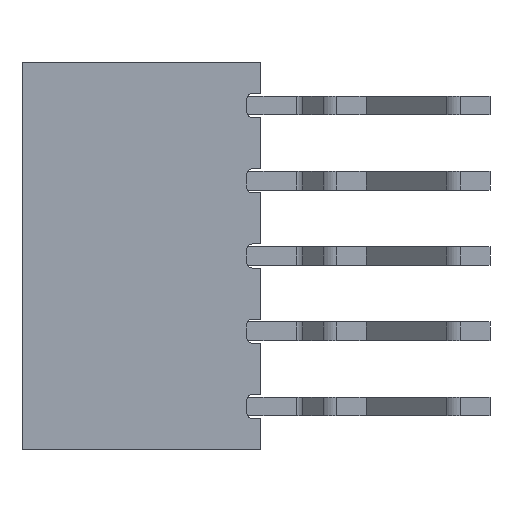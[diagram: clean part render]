
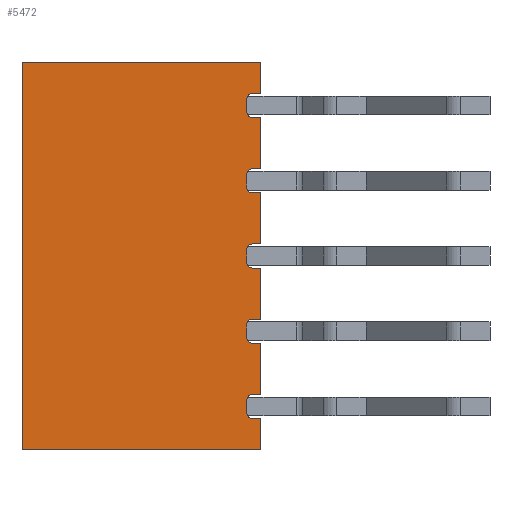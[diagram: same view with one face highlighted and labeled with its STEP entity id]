
A CAD part, left-side view. The second image highlights one B-rep face of the part: STEP entity #5472.
In plain terms, the highlighted planar face has unit normal (-1, 0, 0).
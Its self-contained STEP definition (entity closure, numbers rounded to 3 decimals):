
#16=DIRECTION('',(0.,0.,-1.));
#17=VECTOR('',#16,0.34);
#18=CARTESIAN_POINT('',(0.,-2.8,-3.83));
#19=LINE('',#18,#17);
#24=DIRECTION('',(0.,1.,0.));
#25=VECTOR('',#24,0.225);
#26=CARTESIAN_POINT('',(0.,-3.175,-4.32));
#27=LINE('',#26,#25);
#31=DIRECTION('',(0.,0.,-1.));
#32=VECTOR('',#31,0.83);
#33=CARTESIAN_POINT('',(0.,-3.175,-4.32));
#34=LINE('',#33,#32);
#38=DIRECTION('',(0.,1.,0.));
#39=VECTOR('',#38,6.35);
#40=CARTESIAN_POINT('',(0.,-3.175,-5.15));
#41=LINE('',#40,#39);
#45=DIRECTION('',(0.,0.,1.));
#46=VECTOR('',#45,10.3);
#47=CARTESIAN_POINT('',(0.,3.175,-5.15));
#48=LINE('',#47,#46);
#52=DIRECTION('',(0.,-1.,0.));
#53=VECTOR('',#52,6.35);
#54=CARTESIAN_POINT('',(0.,3.175,5.15));
#55=LINE('',#54,#53);
#59=DIRECTION('',(0.,0.,-1.));
#60=VECTOR('',#59,0.83);
#61=CARTESIAN_POINT('',(0.,-3.175,5.15));
#62=LINE('',#61,#60);
#66=DIRECTION('',(0.,1.,0.));
#67=VECTOR('',#66,0.225);
#68=CARTESIAN_POINT('',(0.,-3.175,4.32));
#69=LINE('',#68,#67);
#73=DIRECTION('',(0.,0.,-1.));
#74=VECTOR('',#73,0.34);
#75=CARTESIAN_POINT('',(0.,-2.8,4.17));
#76=LINE('',#75,#74);
#80=DIRECTION('',(0.,1.,0.));
#81=VECTOR('',#80,0.225);
#82=CARTESIAN_POINT('',(0.,-3.175,3.68));
#83=LINE('',#82,#81);
#87=DIRECTION('',(0.,0.,-1.));
#88=VECTOR('',#87,1.36);
#89=CARTESIAN_POINT('',(0.,-3.175,3.68));
#90=LINE('',#89,#88);
#94=DIRECTION('',(0.,1.,0.));
#95=VECTOR('',#94,0.225);
#96=CARTESIAN_POINT('',(0.,-3.175,2.32));
#97=LINE('',#96,#95);
#101=DIRECTION('',(0.,0.,-1.));
#102=VECTOR('',#101,0.34);
#103=CARTESIAN_POINT('',(0.,-2.8,2.17));
#104=LINE('',#103,#102);
#108=DIRECTION('',(0.,1.,0.));
#109=VECTOR('',#108,0.225);
#110=CARTESIAN_POINT('',(0.,-3.175,1.68));
#111=LINE('',#110,#109);
#115=DIRECTION('',(0.,0.,-1.));
#116=VECTOR('',#115,1.36);
#117=CARTESIAN_POINT('',(0.,-3.175,1.68));
#118=LINE('',#117,#116);
#122=DIRECTION('',(0.,1.,0.));
#123=VECTOR('',#122,0.225);
#124=CARTESIAN_POINT('',(0.,-3.175,0.32));
#125=LINE('',#124,#123);
#129=DIRECTION('',(0.,0.,-1.));
#130=VECTOR('',#129,0.34);
#131=CARTESIAN_POINT('',(0.,-2.8,0.17));
#132=LINE('',#131,#130);
#136=DIRECTION('',(0.,1.,0.));
#137=VECTOR('',#136,0.225);
#138=CARTESIAN_POINT('',(0.,-3.175,-0.32));
#139=LINE('',#138,#137);
#143=DIRECTION('',(0.,0.,-1.));
#144=VECTOR('',#143,1.36);
#145=CARTESIAN_POINT('',(0.,-3.175,-0.32));
#146=LINE('',#145,#144);
#150=DIRECTION('',(0.,1.,0.));
#151=VECTOR('',#150,0.225);
#152=CARTESIAN_POINT('',(0.,-3.175,-1.68));
#153=LINE('',#152,#151);
#157=DIRECTION('',(0.,0.,-1.));
#158=VECTOR('',#157,0.34);
#159=CARTESIAN_POINT('',(0.,-2.8,-1.83));
#160=LINE('',#159,#158);
#164=DIRECTION('',(0.,1.,0.));
#165=VECTOR('',#164,0.225);
#166=CARTESIAN_POINT('',(0.,-3.175,-2.32));
#167=LINE('',#166,#165);
#171=DIRECTION('',(0.,0.,-1.));
#172=VECTOR('',#171,1.36);
#173=CARTESIAN_POINT('',(0.,-3.175,-2.32));
#174=LINE('',#173,#172);
#178=DIRECTION('',(0.,1.,0.));
#179=VECTOR('',#178,0.225);
#180=CARTESIAN_POINT('',(0.,-3.175,-3.68));
#181=LINE('',#180,#179);
#213=CARTESIAN_POINT('',(0.,-2.95,-3.83));
#214=DIRECTION('',(1.,0.,0.));
#215=DIRECTION('',(0.,1.,0.));
#216=AXIS2_PLACEMENT_3D('',#213,#214,#215);
#495=CARTESIAN_POINT('',(0.,-2.95,4.17));
#496=DIRECTION('',(1.,0.,0.));
#497=DIRECTION('',(0.,1.,0.));
#498=AXIS2_PLACEMENT_3D('',#495,#496,#497);
#658=CARTESIAN_POINT('',(0.,-2.95,-4.17));
#659=DIRECTION('',(1.,0.,0.));
#660=DIRECTION('',(0.,0.,-1.));
#661=AXIS2_PLACEMENT_3D('',#658,#659,#660);
#1000=CARTESIAN_POINT('',(0.,-2.95,-2.17));
#1001=DIRECTION('',(1.,0.,0.));
#1002=DIRECTION('',(0.,0.,-1.));
#1003=AXIS2_PLACEMENT_3D('',#1000,#1001,#1002);
#1044=CARTESIAN_POINT('',(0.,-2.95,-1.83));
#1045=DIRECTION('',(1.,0.,0.));
#1046=DIRECTION('',(0.,1.,0.));
#1047=AXIS2_PLACEMENT_3D('',#1044,#1045,#1046);
#1120=CARTESIAN_POINT('',(0.,-2.95,-0.17));
#1121=DIRECTION('',(1.,0.,0.));
#1122=DIRECTION('',(0.,0.,-1.));
#1123=AXIS2_PLACEMENT_3D('',#1120,#1121,#1122);
#1164=CARTESIAN_POINT('',(0.,-2.95,0.17));
#1165=DIRECTION('',(1.,0.,0.));
#1166=DIRECTION('',(0.,1.,0.));
#1167=AXIS2_PLACEMENT_3D('',#1164,#1165,#1166);
#1240=CARTESIAN_POINT('',(0.,-2.95,1.83));
#1241=DIRECTION('',(1.,0.,0.));
#1242=DIRECTION('',(0.,0.,-1.));
#1243=AXIS2_PLACEMENT_3D('',#1240,#1241,#1242);
#1284=CARTESIAN_POINT('',(0.,-2.95,2.17));
#1285=DIRECTION('',(1.,0.,0.));
#1286=DIRECTION('',(0.,1.,0.));
#1287=AXIS2_PLACEMENT_3D('',#1284,#1285,#1286);
#1360=CARTESIAN_POINT('',(0.,-2.95,3.83));
#1361=DIRECTION('',(1.,0.,0.));
#1362=DIRECTION('',(0.,0.,-1.));
#1363=AXIS2_PLACEMENT_3D('',#1360,#1361,#1362);
#4565=CARTESIAN_POINT('',(0.,3.175,-5.15));
#4566=CARTESIAN_POINT('',(0.,3.175,5.15));
#4567=VERTEX_POINT('',#4565);
#4568=VERTEX_POINT('',#4566);
#4569=CARTESIAN_POINT('',(0.,-3.175,5.15));
#4570=VERTEX_POINT('',#4569);
#4571=CARTESIAN_POINT('',(0.,-3.175,-5.15));
#4572=VERTEX_POINT('',#4571);
#4637=CARTESIAN_POINT('',(0.,-3.175,3.68));
#4639=VERTEX_POINT('',#4637);
#4645=CARTESIAN_POINT('',(0.,-3.175,4.32));
#4647=VERTEX_POINT('',#4645);
#4653=CARTESIAN_POINT('',(0.,-2.8,4.17));
#4655=VERTEX_POINT('',#4653);
#4657=CARTESIAN_POINT('',(0.,-2.95,4.32));
#4659=VERTEX_POINT('',#4657);
#4661=CARTESIAN_POINT('',(0.,-2.95,3.68));
#4663=VERTEX_POINT('',#4661);
#4665=CARTESIAN_POINT('',(0.,-2.8,3.83));
#4667=VERTEX_POINT('',#4665);
#5013=CARTESIAN_POINT('',(0.,-3.175,1.68));
#5015=VERTEX_POINT('',#5013);
#5021=CARTESIAN_POINT('',(0.,-3.175,2.32));
#5023=VERTEX_POINT('',#5021);
#5029=CARTESIAN_POINT('',(0.,-2.8,2.17));
#5031=VERTEX_POINT('',#5029);
#5033=CARTESIAN_POINT('',(0.,-2.95,2.32));
#5035=VERTEX_POINT('',#5033);
#5037=CARTESIAN_POINT('',(0.,-2.95,1.68));
#5039=VERTEX_POINT('',#5037);
#5041=CARTESIAN_POINT('',(0.,-2.8,1.83));
#5043=VERTEX_POINT('',#5041);
#5125=CARTESIAN_POINT('',(0.,-3.175,-0.32));
#5127=VERTEX_POINT('',#5125);
#5133=CARTESIAN_POINT('',(0.,-3.175,0.32));
#5135=VERTEX_POINT('',#5133);
#5141=CARTESIAN_POINT('',(0.,-2.8,0.17));
#5143=VERTEX_POINT('',#5141);
#5145=CARTESIAN_POINT('',(0.,-2.95,0.32));
#5147=VERTEX_POINT('',#5145);
#5149=CARTESIAN_POINT('',(0.,-2.95,-0.32));
#5151=VERTEX_POINT('',#5149);
#5153=CARTESIAN_POINT('',(0.,-2.8,-0.17));
#5155=VERTEX_POINT('',#5153);
#5237=CARTESIAN_POINT('',(0.,-3.175,-2.32));
#5239=VERTEX_POINT('',#5237);
#5245=CARTESIAN_POINT('',(0.,-3.175,-1.68));
#5247=VERTEX_POINT('',#5245);
#5253=CARTESIAN_POINT('',(0.,-2.8,-1.83));
#5255=VERTEX_POINT('',#5253);
#5257=CARTESIAN_POINT('',(0.,-2.95,-1.68));
#5259=VERTEX_POINT('',#5257);
#5261=CARTESIAN_POINT('',(0.,-2.95,-2.32));
#5263=VERTEX_POINT('',#5261);
#5265=CARTESIAN_POINT('',(0.,-2.8,-2.17));
#5267=VERTEX_POINT('',#5265);
#5349=CARTESIAN_POINT('',(0.,-3.175,-4.32));
#5351=VERTEX_POINT('',#5349);
#5357=CARTESIAN_POINT('',(0.,-3.175,-3.68));
#5359=VERTEX_POINT('',#5357);
#5365=CARTESIAN_POINT('',(0.,-2.8,-3.83));
#5367=VERTEX_POINT('',#5365);
#5369=CARTESIAN_POINT('',(0.,-2.95,-3.68));
#5371=VERTEX_POINT('',#5369);
#5373=CARTESIAN_POINT('',(0.,-2.95,-4.32));
#5375=VERTEX_POINT('',#5373);
#5377=CARTESIAN_POINT('',(0.,-2.8,-4.17));
#5379=VERTEX_POINT('',#5377);
#5397=CARTESIAN_POINT('',(0.,0.,0.));
#5398=DIRECTION('',(1.,0.,0.));
#5399=DIRECTION('',(0.,0.,-1.));
#5400=AXIS2_PLACEMENT_3D('',#5397,#5398,#5399);
#5401=PLANE('',#5400);
#5403=ORIENTED_EDGE('',*,*,#5402,.T.);
#5405=ORIENTED_EDGE('',*,*,#5404,.F.);
#5407=ORIENTED_EDGE('',*,*,#5406,.F.);
#5409=ORIENTED_EDGE('',*,*,#5408,.T.);
#5411=ORIENTED_EDGE('',*,*,#5410,.T.);
#5413=ORIENTED_EDGE('',*,*,#5412,.T.);
#5415=ORIENTED_EDGE('',*,*,#5414,.T.);
#5417=ORIENTED_EDGE('',*,*,#5416,.T.);
#5419=ORIENTED_EDGE('',*,*,#5418,.T.);
#5421=ORIENTED_EDGE('',*,*,#5420,.F.);
#5423=ORIENTED_EDGE('',*,*,#5422,.T.);
#5425=ORIENTED_EDGE('',*,*,#5424,.F.);
#5427=ORIENTED_EDGE('',*,*,#5426,.F.);
#5429=ORIENTED_EDGE('',*,*,#5428,.T.);
#5431=ORIENTED_EDGE('',*,*,#5430,.T.);
#5433=ORIENTED_EDGE('',*,*,#5432,.F.);
#5435=ORIENTED_EDGE('',*,*,#5434,.T.);
#5437=ORIENTED_EDGE('',*,*,#5436,.F.);
#5439=ORIENTED_EDGE('',*,*,#5438,.F.);
#5441=ORIENTED_EDGE('',*,*,#5440,.T.);
#5443=ORIENTED_EDGE('',*,*,#5442,.T.);
#5445=ORIENTED_EDGE('',*,*,#5444,.F.);
#5447=ORIENTED_EDGE('',*,*,#5446,.T.);
#5449=ORIENTED_EDGE('',*,*,#5448,.F.);
#5451=ORIENTED_EDGE('',*,*,#5450,.F.);
#5453=ORIENTED_EDGE('',*,*,#5452,.T.);
#5455=ORIENTED_EDGE('',*,*,#5454,.T.);
#5457=ORIENTED_EDGE('',*,*,#5456,.F.);
#5459=ORIENTED_EDGE('',*,*,#5458,.T.);
#5461=ORIENTED_EDGE('',*,*,#5460,.F.);
#5463=ORIENTED_EDGE('',*,*,#5462,.F.);
#5465=ORIENTED_EDGE('',*,*,#5464,.T.);
#5467=ORIENTED_EDGE('',*,*,#5466,.T.);
#5469=ORIENTED_EDGE('',*,*,#5468,.F.);
#5470=EDGE_LOOP('',(#5403,#5405,#5407,#5409,#5411,#5413,#5415,#5417,#5419,#5421,
#5423,#5425,#5427,#5429,#5431,#5433,#5435,#5437,#5439,#5441,#5443,#5445,#5447,
#5449,#5451,#5453,#5455,#5457,#5459,#5461,#5463,#5465,#5467,#5469));
#5471=FACE_OUTER_BOUND('',#5470,.F.);
#5472=ADVANCED_FACE('',(#5471),#5401,.F.);
#217=CIRCLE('',#216,0.15);
#499=CIRCLE('',#498,0.15);
#662=CIRCLE('',#661,0.15);
#1004=CIRCLE('',#1003,0.15);
#1048=CIRCLE('',#1047,0.15);
#1124=CIRCLE('',#1123,0.15);
#1168=CIRCLE('',#1167,0.15);
#1244=CIRCLE('',#1243,0.15);
#1288=CIRCLE('',#1287,0.15);
#1364=CIRCLE('',#1363,0.15);
#5402=EDGE_CURVE('',#5367,#5379,#19,.T.);
#5404=EDGE_CURVE('',#5375,#5379,#662,.T.);
#5406=EDGE_CURVE('',#5351,#5375,#27,.T.);
#5408=EDGE_CURVE('',#5351,#4572,#34,.T.);
#5410=EDGE_CURVE('',#4572,#4567,#41,.T.);
#5412=EDGE_CURVE('',#4567,#4568,#48,.T.);
#5414=EDGE_CURVE('',#4568,#4570,#55,.T.);
#5416=EDGE_CURVE('',#4570,#4647,#62,.T.);
#5418=EDGE_CURVE('',#4647,#4659,#69,.T.);
#5420=EDGE_CURVE('',#4655,#4659,#499,.T.);
#5422=EDGE_CURVE('',#4655,#4667,#76,.T.);
#5424=EDGE_CURVE('',#4663,#4667,#1364,.T.);
#5426=EDGE_CURVE('',#4639,#4663,#83,.T.);
#5428=EDGE_CURVE('',#4639,#5023,#90,.T.);
#5430=EDGE_CURVE('',#5023,#5035,#97,.T.);
#5432=EDGE_CURVE('',#5031,#5035,#1288,.T.);
#5434=EDGE_CURVE('',#5031,#5043,#104,.T.);
#5436=EDGE_CURVE('',#5039,#5043,#1244,.T.);
#5438=EDGE_CURVE('',#5015,#5039,#111,.T.);
#5440=EDGE_CURVE('',#5015,#5135,#118,.T.);
#5442=EDGE_CURVE('',#5135,#5147,#125,.T.);
#5444=EDGE_CURVE('',#5143,#5147,#1168,.T.);
#5446=EDGE_CURVE('',#5143,#5155,#132,.T.);
#5448=EDGE_CURVE('',#5151,#5155,#1124,.T.);
#5450=EDGE_CURVE('',#5127,#5151,#139,.T.);
#5452=EDGE_CURVE('',#5127,#5247,#146,.T.);
#5454=EDGE_CURVE('',#5247,#5259,#153,.T.);
#5456=EDGE_CURVE('',#5255,#5259,#1048,.T.);
#5458=EDGE_CURVE('',#5255,#5267,#160,.T.);
#5460=EDGE_CURVE('',#5263,#5267,#1004,.T.);
#5462=EDGE_CURVE('',#5239,#5263,#167,.T.);
#5464=EDGE_CURVE('',#5239,#5359,#174,.T.);
#5466=EDGE_CURVE('',#5359,#5371,#181,.T.);
#5468=EDGE_CURVE('',#5367,#5371,#217,.T.);
